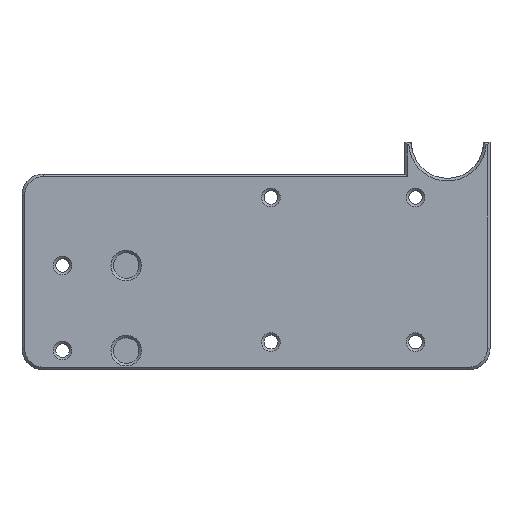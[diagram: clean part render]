
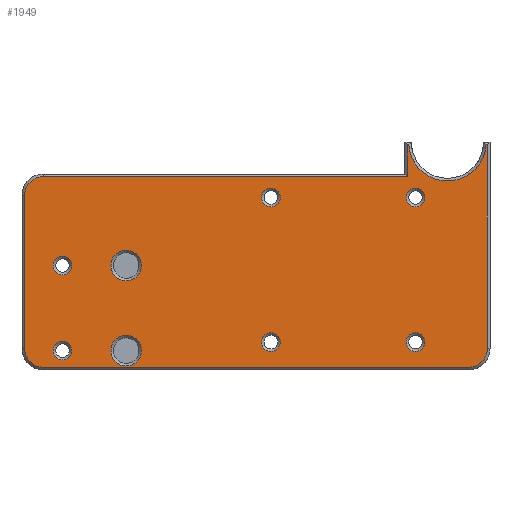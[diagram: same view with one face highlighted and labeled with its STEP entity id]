
A CAD part, top view. The second image highlights one B-rep face of the part: STEP entity #1949.
In plain terms, the highlighted planar face has unit normal (0, 0, 1).
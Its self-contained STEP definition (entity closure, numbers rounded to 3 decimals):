
#41=FACE_BOUND('',#260,.T.);
#42=FACE_BOUND('',#261,.T.);
#43=FACE_BOUND('',#262,.T.);
#44=FACE_BOUND('',#263,.T.);
#45=FACE_BOUND('',#264,.T.);
#46=FACE_BOUND('',#265,.T.);
#47=FACE_BOUND('',#266,.T.);
#48=FACE_BOUND('',#267,.T.);
#74=PLANE('',#2074);
#151=FACE_OUTER_BOUND('',#259,.T.);
#259=EDGE_LOOP('',(#1369,#1370,#1371,#1372,#1373,#1374,#1375,#1376,#1377,
#1378,#1379));
#260=EDGE_LOOP('',(#1380));
#261=EDGE_LOOP('',(#1381));
#262=EDGE_LOOP('',(#1382));
#263=EDGE_LOOP('',(#1383));
#264=EDGE_LOOP('',(#1384));
#265=EDGE_LOOP('',(#1385));
#266=EDGE_LOOP('',(#1386));
#267=EDGE_LOOP('',(#1387));
#400=LINE('',#2825,#617);
#401=LINE('',#2829,#618);
#402=LINE('',#2833,#619);
#403=LINE('',#2837,#620);
#404=LINE('',#2839,#621);
#405=LINE('',#2843,#622);
#406=LINE('',#2844,#623);
#617=VECTOR('',#2258,10.);
#618=VECTOR('',#2261,10.);
#619=VECTOR('',#2264,10.);
#620=VECTOR('',#2267,10.);
#621=VECTOR('',#2268,10.);
#622=VECTOR('',#2271,10.);
#623=VECTOR('',#2272,10.);
#833=CIRCLE('',#2072,2.2);
#835=CIRCLE('',#2075,4.4);
#836=CIRCLE('',#2076,4.4);
#837=CIRCLE('',#2077,4.4);
#838=CIRCLE('',#2078,9.1);
#839=CIRCLE('',#2079,2.2);
#840=CIRCLE('',#2080,2.2);
#841=CIRCLE('',#2081,2.2);
#842=CIRCLE('',#2082,3.6);
#843=CIRCLE('',#2083,3.6);
#844=CIRCLE('',#2084,2.2);
#845=CIRCLE('',#2085,2.2);
#898=VERTEX_POINT('',#2817);
#900=VERTEX_POINT('',#2823);
#901=VERTEX_POINT('',#2824);
#902=VERTEX_POINT('',#2826);
#903=VERTEX_POINT('',#2828);
#904=VERTEX_POINT('',#2830);
#905=VERTEX_POINT('',#2832);
#906=VERTEX_POINT('',#2834);
#907=VERTEX_POINT('',#2836);
#908=VERTEX_POINT('',#2838);
#909=VERTEX_POINT('',#2840);
#910=VERTEX_POINT('',#2842);
#911=VERTEX_POINT('',#2845);
#912=VERTEX_POINT('',#2847);
#913=VERTEX_POINT('',#2849);
#914=VERTEX_POINT('',#2851);
#915=VERTEX_POINT('',#2853);
#916=VERTEX_POINT('',#2855);
#917=VERTEX_POINT('',#2857);
#1080=EDGE_CURVE('',#898,#898,#833,.T.);
#1083=EDGE_CURVE('',#900,#901,#400,.T.);
#1084=EDGE_CURVE('',#902,#900,#835,.T.);
#1085=EDGE_CURVE('',#903,#902,#401,.T.);
#1086=EDGE_CURVE('',#904,#903,#836,.T.);
#1087=EDGE_CURVE('',#905,#904,#402,.T.);
#1088=EDGE_CURVE('',#906,#905,#837,.T.);
#1089=EDGE_CURVE('',#907,#906,#403,.T.);
#1090=EDGE_CURVE('',#908,#907,#404,.T.);
#1091=EDGE_CURVE('',#909,#908,#838,.T.);
#1092=EDGE_CURVE('',#910,#909,#405,.T.);
#1093=EDGE_CURVE('',#901,#910,#406,.T.);
#1094=EDGE_CURVE('',#911,#911,#839,.T.);
#1095=EDGE_CURVE('',#912,#912,#840,.T.);
#1096=EDGE_CURVE('',#913,#913,#841,.T.);
#1097=EDGE_CURVE('',#914,#914,#842,.T.);
#1098=EDGE_CURVE('',#915,#915,#843,.T.);
#1099=EDGE_CURVE('',#916,#916,#844,.T.);
#1100=EDGE_CURVE('',#917,#917,#845,.T.);
#1369=ORIENTED_EDGE('',*,*,#1083,.F.);
#1370=ORIENTED_EDGE('',*,*,#1084,.F.);
#1371=ORIENTED_EDGE('',*,*,#1085,.F.);
#1372=ORIENTED_EDGE('',*,*,#1086,.F.);
#1373=ORIENTED_EDGE('',*,*,#1087,.F.);
#1374=ORIENTED_EDGE('',*,*,#1088,.F.);
#1375=ORIENTED_EDGE('',*,*,#1089,.F.);
#1376=ORIENTED_EDGE('',*,*,#1090,.F.);
#1377=ORIENTED_EDGE('',*,*,#1091,.F.);
#1378=ORIENTED_EDGE('',*,*,#1092,.F.);
#1379=ORIENTED_EDGE('',*,*,#1093,.F.);
#1380=ORIENTED_EDGE('',*,*,#1094,.F.);
#1381=ORIENTED_EDGE('',*,*,#1095,.F.);
#1382=ORIENTED_EDGE('',*,*,#1096,.F.);
#1383=ORIENTED_EDGE('',*,*,#1097,.F.);
#1384=ORIENTED_EDGE('',*,*,#1098,.F.);
#1385=ORIENTED_EDGE('',*,*,#1099,.F.);
#1386=ORIENTED_EDGE('',*,*,#1100,.F.);
#1387=ORIENTED_EDGE('',*,*,#1080,.F.);
#1949=ADVANCED_FACE('',(#151,#41,#42,#43,#44,#45,#46,#47,#48),#74,.T.);
#2072=AXIS2_PLACEMENT_3D('',#2818,#2251,#2252);
#2074=AXIS2_PLACEMENT_3D('',#2822,#2256,#2257);
#2075=AXIS2_PLACEMENT_3D('',#2827,#2259,#2260);
#2076=AXIS2_PLACEMENT_3D('',#2831,#2262,#2263);
#2077=AXIS2_PLACEMENT_3D('',#2835,#2265,#2266);
#2078=AXIS2_PLACEMENT_3D('',#2841,#2269,#2270);
#2079=AXIS2_PLACEMENT_3D('',#2846,#2273,#2274);
#2080=AXIS2_PLACEMENT_3D('',#2848,#2275,#2276);
#2081=AXIS2_PLACEMENT_3D('',#2850,#2277,#2278);
#2082=AXIS2_PLACEMENT_3D('',#2852,#2279,#2280);
#2083=AXIS2_PLACEMENT_3D('',#2854,#2281,#2282);
#2084=AXIS2_PLACEMENT_3D('',#2856,#2283,#2284);
#2085=AXIS2_PLACEMENT_3D('',#2858,#2285,#2286);
#2251=DIRECTION('center_axis',(0.,0.,1.));
#2252=DIRECTION('ref_axis',(-1.,0.,0.));
#2256=DIRECTION('center_axis',(0.,0.,1.));
#2257=DIRECTION('ref_axis',(1.,0.,0.));
#2258=DIRECTION('',(1.,0.,0.));
#2259=DIRECTION('center_axis',(0.,0.,-1.));
#2260=DIRECTION('ref_axis',(-0.707,0.707,0.));
#2261=DIRECTION('',(0.,1.,0.));
#2262=DIRECTION('center_axis',(0.,0.,-1.));
#2263=DIRECTION('ref_axis',(-0.707,-0.707,0.));
#2264=DIRECTION('',(-1.,0.,0.));
#2265=DIRECTION('center_axis',(0.,0.,-1.));
#2266=DIRECTION('ref_axis',(0.707,-0.707,0.));
#2267=DIRECTION('',(0.,-1.,0.));
#2268=DIRECTION('',(1.,0.,0.));
#2269=DIRECTION('center_axis',(0.,0.,1.));
#2270=DIRECTION('ref_axis',(1.,0.,0.));
#2271=DIRECTION('',(1.,0.,0.));
#2272=DIRECTION('',(0.,1.,0.));
#2273=DIRECTION('center_axis',(0.,0.,1.));
#2274=DIRECTION('ref_axis',(-1.,0.,0.));
#2275=DIRECTION('center_axis',(0.,0.,1.));
#2276=DIRECTION('ref_axis',(-1.,0.,0.));
#2277=DIRECTION('center_axis',(0.,0.,1.));
#2278=DIRECTION('ref_axis',(-1.,0.,0.));
#2279=DIRECTION('center_axis',(0.,0.,1.));
#2280=DIRECTION('ref_axis',(-1.,0.,0.));
#2281=DIRECTION('center_axis',(0.,0.,1.));
#2282=DIRECTION('ref_axis',(-1.,0.,0.));
#2283=DIRECTION('center_axis',(0.,0.,1.));
#2284=DIRECTION('ref_axis',(-1.,0.,0.));
#2285=DIRECTION('center_axis',(0.,0.,1.));
#2286=DIRECTION('ref_axis',(-1.,0.,0.));
#2817=CARTESIAN_POINT('',(79.7,-22.,6.));
#2818=CARTESIAN_POINT('Origin',(77.5,-22.,6.));
#2822=CARTESIAN_POINT('Origin',(0.,0.,6.));
#2823=CARTESIAN_POINT('',(-10.,16.9,6.));
#2824=CARTESIAN_POINT('',(75.6,16.9,6.));
#2825=CARTESIAN_POINT('',(7.5,16.9,6.));
#2826=CARTESIAN_POINT('',(-14.4,12.5,6.));
#2827=CARTESIAN_POINT('Origin',(-10.,12.5,6.));
#2828=CARTESIAN_POINT('',(-14.4,-23.5,6.));
#2829=CARTESIAN_POINT('',(-14.4,14.25,6.));
#2830=CARTESIAN_POINT('',(-10.,-27.9,6.));
#2831=CARTESIAN_POINT('Origin',(-10.,-23.5,6.));
#2832=CARTESIAN_POINT('',(90.,-27.9,6.));
#2833=CARTESIAN_POINT('',(-7.5,-27.9,6.));
#2834=CARTESIAN_POINT('',(94.4,-23.5,6.));
#2835=CARTESIAN_POINT('Origin',(90.,-23.5,6.));
#2836=CARTESIAN_POINT('',(94.4,24.4,6.));
#2837=CARTESIAN_POINT('',(94.4,-14.25,6.));
#2838=CARTESIAN_POINT('',(94.08,24.4,6.));
#2839=CARTESIAN_POINT('',(42.5,24.4,6.));
#2840=CARTESIAN_POINT('',(75.92,24.4,6.));
#2841=CARTESIAN_POINT('Origin',(85.,25.,6.));
#2842=CARTESIAN_POINT('',(75.6,24.4,6.));
#2843=CARTESIAN_POINT('',(42.5,24.4,6.));
#2844=CARTESIAN_POINT('',(75.6,6.829,6.));
#2845=CARTESIAN_POINT('',(-3.3,-4.,6.));
#2846=CARTESIAN_POINT('Origin',(-5.5,-4.,6.));
#2847=CARTESIAN_POINT('',(79.7,12.,6.));
#2848=CARTESIAN_POINT('Origin',(77.5,12.,6.));
#2849=CARTESIAN_POINT('',(45.7,-22.,6.));
#2850=CARTESIAN_POINT('Origin',(43.5,-22.,6.));
#2851=CARTESIAN_POINT('',(13.1,-4.,6.));
#2852=CARTESIAN_POINT('Origin',(9.5,-4.,6.));
#2853=CARTESIAN_POINT('',(13.1,-24.,6.));
#2854=CARTESIAN_POINT('Origin',(9.5,-24.,6.));
#2855=CARTESIAN_POINT('',(-3.3,-24.,6.));
#2856=CARTESIAN_POINT('Origin',(-5.5,-24.,6.));
#2857=CARTESIAN_POINT('',(45.7,12.,6.));
#2858=CARTESIAN_POINT('Origin',(43.5,12.,6.));
